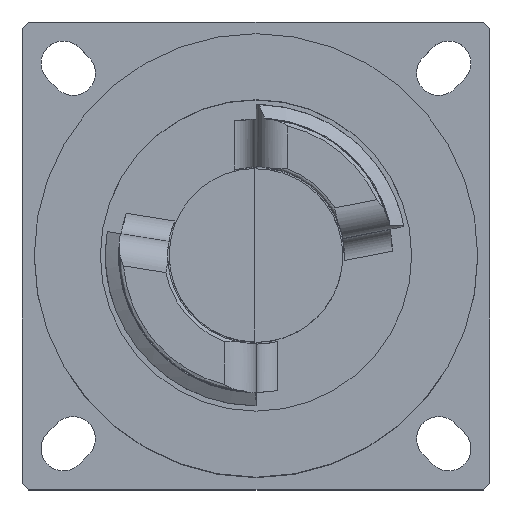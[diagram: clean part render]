
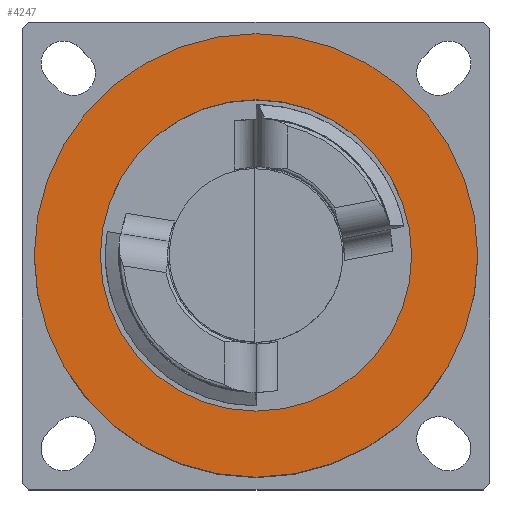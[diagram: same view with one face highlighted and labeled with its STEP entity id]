
A CAD part, top view. The second image highlights one B-rep face of the part: STEP entity #4247.
In plain terms, the highlighted planar face has unit normal (0, 0, 1).
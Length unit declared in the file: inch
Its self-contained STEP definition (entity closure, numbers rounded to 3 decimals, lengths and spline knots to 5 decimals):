
#1 = ORIENTED_EDGE ( 'NONE', *, *, #2694, .F. ) ;
#266 = CARTESIAN_POINT ( 'NONE',  ( 0., 0., -0.45 ) ) ;
#332 = DIRECTION ( 'NONE',  ( 0., 0., -1. ) ) ;
#334 = EDGE_CURVE ( 'NONE', #2455, #5869, #3200, .T. ) ;
#470 = CARTESIAN_POINT ( 'NONE',  ( 0., -0.6375, -0.45 ) ) ;
#478 = CIRCLE ( 'NONE', #4003, 0.4475 ) ;
#511 = DIRECTION ( 'NONE',  ( 0., 0., 1. ) ) ;
#598 = AXIS2_PLACEMENT_3D ( 'NONE', #3647, #2236, #1349 ) ;
#898 = AXIS2_PLACEMENT_3D ( 'NONE', #3880, #511, #5326 ) ;
#1349 = DIRECTION ( 'NONE',  ( 0., 1., 0. ) ) ;
#1350 = ORIENTED_EDGE ( 'NONE', *, *, #3068, .T. ) ;
#1649 = CARTESIAN_POINT ( 'NONE',  ( 0., 0.6375, -0.45 ) ) ;
#1706 = VERTEX_POINT ( 'NONE', #3262 ) ;
#1816 = DIRECTION ( 'NONE',  ( -1., 0., 0. ) ) ;
#1852 = CARTESIAN_POINT ( 'NONE',  ( 0., 0., -0.45 ) ) ;
#2113 = CIRCLE ( 'NONE', #598, 0.4475 ) ;
#2236 = DIRECTION ( 'NONE',  ( 0., 0., 1. ) ) ;
#2439 = CARTESIAN_POINT ( 'NONE',  ( 0., -0.4475, -0.45 ) ) ;
#2455 = VERTEX_POINT ( 'NONE', #470 ) ;
#2694 = EDGE_CURVE ( 'NONE', #4857, #1706, #478, .T. ) ;
#2695 = AXIS2_PLACEMENT_3D ( 'NONE', #266, #6058, #4116 ) ;
#2708 = FACE_BOUND ( 'NONE', #6071, .T. ) ;
#2741 = PLANE ( 'NONE',  #3233 ) ;
#3068 = EDGE_CURVE ( 'NONE', #5869, #2455, #5120, .T. ) ;
#3200 = CIRCLE ( 'NONE', #2695, 0.6375 ) ;
#3233 = AXIS2_PLACEMENT_3D ( 'NONE', #4647, #332, #1816 ) ;
#3262 = CARTESIAN_POINT ( 'NONE',  ( 0., 0.4475, -0.45 ) ) ;
#3647 = CARTESIAN_POINT ( 'NONE',  ( 0., 0., -0.45 ) ) ;
#3740 = FACE_OUTER_BOUND ( 'NONE', #4869, .T. ) ;
#3880 = CARTESIAN_POINT ( 'NONE',  ( 0., 0., -0.45 ) ) ;
#4003 = AXIS2_PLACEMENT_3D ( 'NONE', #1852, #4215, #5685 ) ;
#4116 = DIRECTION ( 'NONE',  ( 0., 1., 0. ) ) ;
#4215 = DIRECTION ( 'NONE',  ( 0., 0., 1. ) ) ;
#4247 = ADVANCED_FACE ( 'NONE', ( #3740, #2708 ), #2741, .F. ) ;
#4255 = EDGE_CURVE ( 'NONE', #1706, #4857, #2113, .T. ) ;
#4373 = ORIENTED_EDGE ( 'NONE', *, *, #4255, .F. ) ;
#4647 = CARTESIAN_POINT ( 'NONE',  ( -0.4475, 0., -0.45 ) ) ;
#4661 = ORIENTED_EDGE ( 'NONE', *, *, #334, .T. ) ;
#4857 = VERTEX_POINT ( 'NONE', #2439 ) ;
#4869 = EDGE_LOOP ( 'NONE', ( #1350, #4661 ) ) ;
#5120 = CIRCLE ( 'NONE', #898, 0.6375 ) ;
#5326 = DIRECTION ( 'NONE',  ( 0., 1., 0. ) ) ;
#5685 = DIRECTION ( 'NONE',  ( 0., 1., 0. ) ) ;
#5869 = VERTEX_POINT ( 'NONE', #1649 ) ;
#6058 = DIRECTION ( 'NONE',  ( 0., 0., 1. ) ) ;
#6071 = EDGE_LOOP ( 'NONE', ( #4373, #1 ) ) ;
